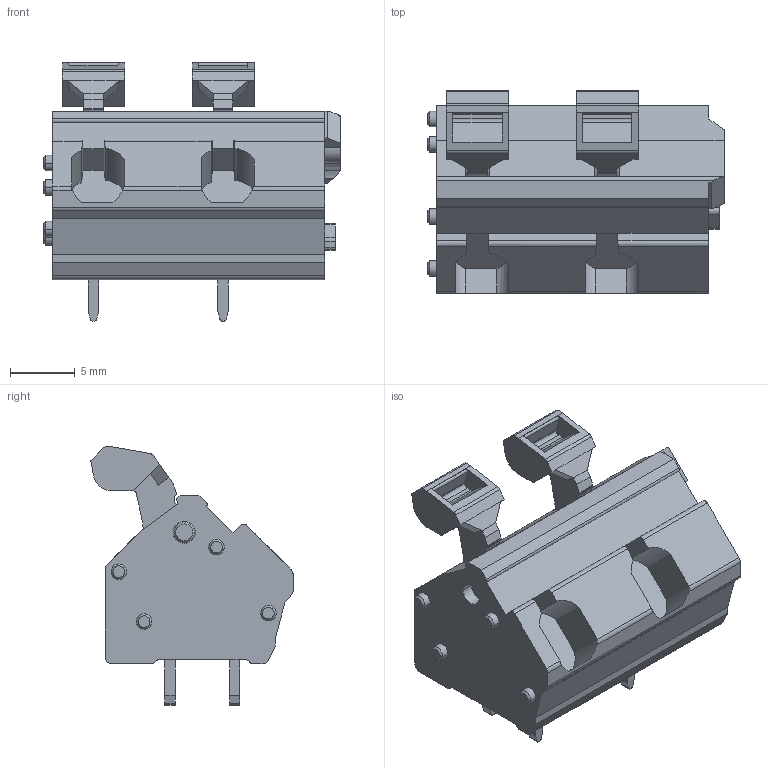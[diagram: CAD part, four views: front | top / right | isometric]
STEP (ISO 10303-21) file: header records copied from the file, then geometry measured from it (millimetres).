
FILE_DESCRIPTION(('CATIA V5 STEP Exchange','CAx-IF Rec.Pracs.--- Model Styling and Organization---1.2---2011-12-15'),'2;1');
FILE_NAME ('D1460278_0_1953930000_1953930000.stp','2018-09-19T11:02:46+00:00',('none'),('Weidmueller'),'CATIA Version 5-6 Release 2014','CATIA V5 STEP AP214','none');
FILE_SCHEMA(('AUTOMOTIVE_DESIGN { 1 0 10303 214 1 1 1 1 }'));
Length unit declared in the file: millimetre
Products named in the file (1): 1953930000
Bounding box: 22.9 x 15.6 x 19.94 mm (x, y, z)
Volume: 2785.3 mm3; surface area: 2108.6 mm2
Topology: 8 solids, 8 shells, 385 faces, 1042 edges, 689 vertices
Faces by surface type: plane 185, cylinder 162, cone 26, extrusion 10, torus 2
Entity records: 11434 total; most frequent: CARTESIAN_POINT 2248, ORIENTED_EDGE 2084, DIRECTION 1527, EDGE_CURVE 1042, VERTEX_POINT 689, VECTOR 662, LINE 652, AXIS2_PLACEMENT_3D 606
